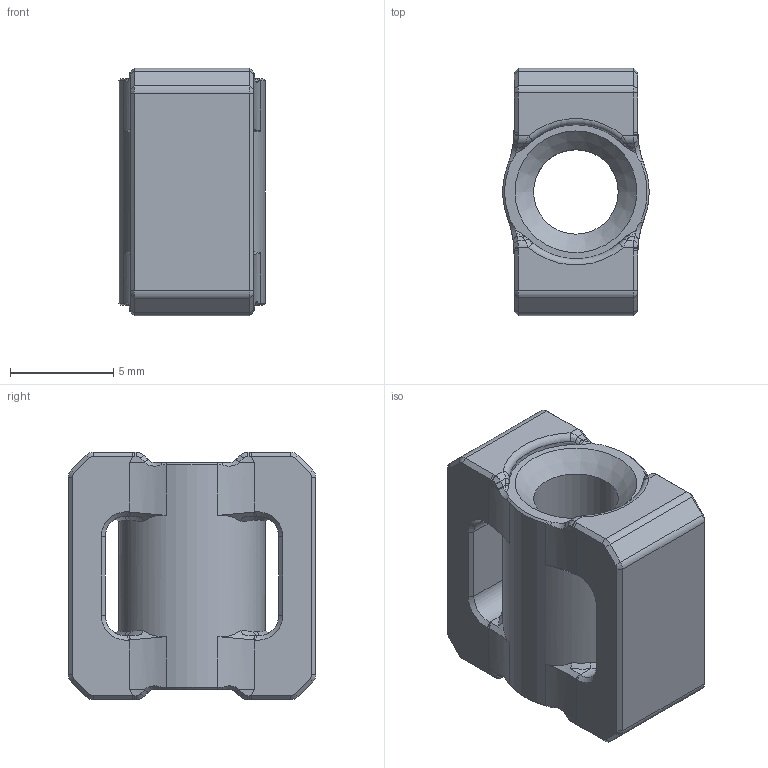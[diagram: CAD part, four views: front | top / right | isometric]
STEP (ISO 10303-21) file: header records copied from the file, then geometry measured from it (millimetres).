
FILE_DESCRIPTION(/* description */ (''),/* implementation_level */ '2;1');
FILE_NAME(/* name */ '1515 1.5mm Wall Thickness M5 Stress Concentrators.step',/* time_stamp */ '2024-11-08T20:44:54-05:00',/* author */ (''),/* organization */ (''),/* preprocessor_version */ 'ST-DEVELOPER v20',/* originating_system */ 'Autodesk Translation Framework v13.20.0.188',/* authorisation */ '');
FILE_SCHEMA (('AUTOMOTIVE_DESIGN { 1 0 10303 214 3 1 1 }'));
Length unit declared in the file: millimetre
Products named in the file (2): 1515 1.5mm Wall Thickness M5 Stress Concentrators; Stress Concentrators 20mm
Assembly tree (1 placements, depth 2):
  1515 1.5mm Wall Thickness M5 Stress Concentrators
    Stress Concentrators 20mm
Bounding box: 7.09 x 12 x 12 mm (x, y, z)
Volume: 617.6 mm3; surface area: 770.3 mm2
Topology: 1 solids, 1 shells, 282 faces, 741 edges, 448 vertices
Faces by surface type: bspline 132, plane 66, cylinder 42, cone 38, torus 4
Full cylindrical faces by diameter (mm): 4.1 x1, 7.1 x1
Entity records: 12583 total; most frequent: CARTESIAN_POINT 6543, ORIENTED_EDGE 1466, DIRECTION 886, EDGE_CURVE 733, VERTEX_POINT 448, B_SPLINE_CURVE_WITH_KNOTS 298, AXIS2_PLACEMENT_3D 298, LINE 290
